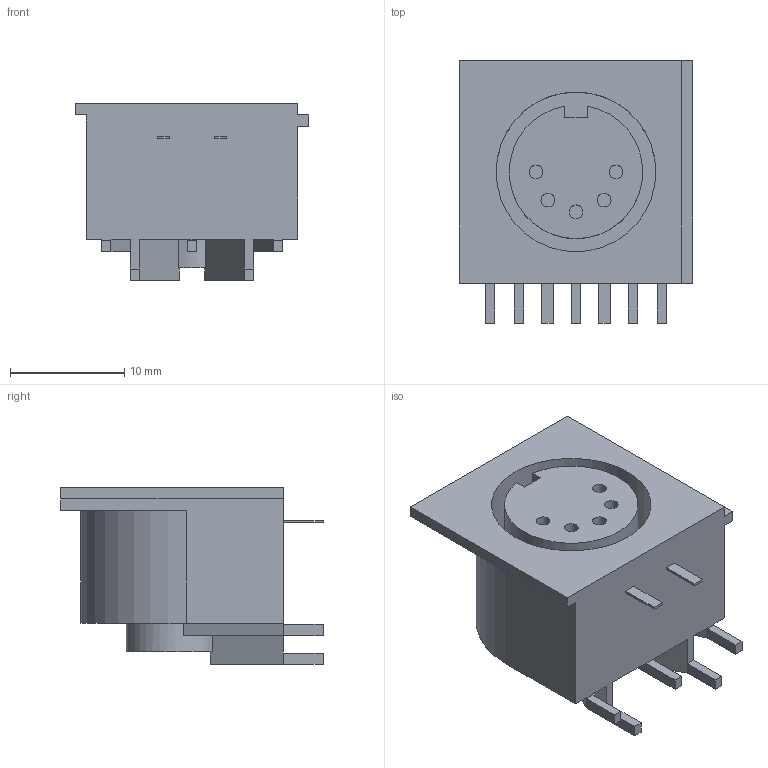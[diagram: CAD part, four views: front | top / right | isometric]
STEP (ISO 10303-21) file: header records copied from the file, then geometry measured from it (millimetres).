
FILE_DESCRIPTION(('HOOPS Exchange Step'),'2;1');
FILE_NAME('export-2E21FB8A-1778-4E48-A556-077AEFCC1EEA.stp','2022-10-08T17:29:37+17:00',('Daxxn'),('Alibre'),'HOOPS Exchange 2022.0','Alibre','Unknown authorisation');
FILE_SCHEMA( ('AP242_MANAGED_MODEL_BASED_3D_ENGINEERING_MIM_LF {1 0 10303 442 1 1 4 }') );
Length unit declared in the file: centimetre
Products named in the file (1): KCDX-5S-N2
Bounding box: 20.5 x 23 x 15.5 mm (x, y, z)
Volume: 3315.8 mm3; surface area: 2880.4 mm2
Topology: 1 solids, 1 shells, 83 faces, 217 edges, 146 vertices
Faces by surface type: plane 71, cylinder 12
Full cylindrical faces by diameter (mm): 1.2 x5, 14 x1
Entity records: 2620 total; most frequent: CARTESIAN_POINT 448, ORIENTED_EDGE 434, DIRECTION 429, EDGE_CURVE 217, VECTOR 175, LINE 175, VERTEX_POINT 146, AXIS2_PLACEMENT_3D 127
